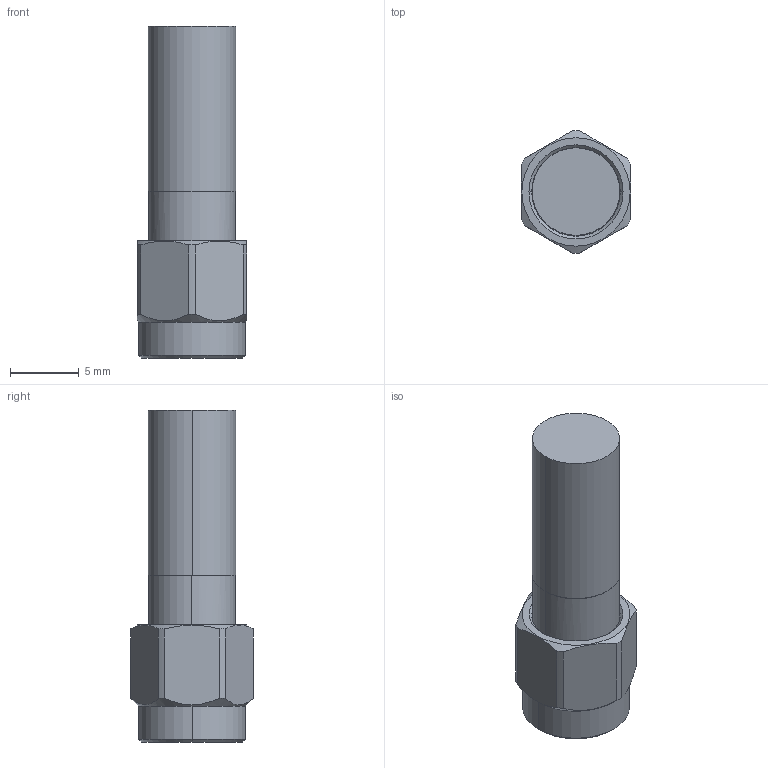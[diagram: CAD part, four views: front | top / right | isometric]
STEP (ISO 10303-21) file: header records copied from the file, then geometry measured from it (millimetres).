
FILE_DESCRIPTION (( 'STEP AP203' ), '1' );
FILE_NAME ('R125.075.097A.STEP', '2014-08-20T06:57:19', ( 'adminradiall' ), ( 'Microsoft' ), 'SwSTEP 2.0', 'SolidWorks 2014', '' );
FILE_SCHEMA (( 'CONFIG_CONTROL_DESIGN' ));
Length unit declared in the file: millimetre
Products named in the file (1): R125.075.097A
Bounding box: 7.94 x 8.9 x 24.09 mm (x, y, z)
Volume: 823.9 mm3; surface area: 875.6 mm2
Topology: 1 solids, 1 shells, 58 faces, 140 edges, 88 vertices
Faces by surface type: cylinder 26, plane 18, cone 14
Entity records: 1865 total; most frequent: CARTESIAN_POINT 399, DIRECTION 310, ORIENTED_EDGE 280, EDGE_CURVE 140, AXIS2_PLACEMENT_3D 127, VERTEX_POINT 88, CIRCLE 68, EDGE_LOOP 64
